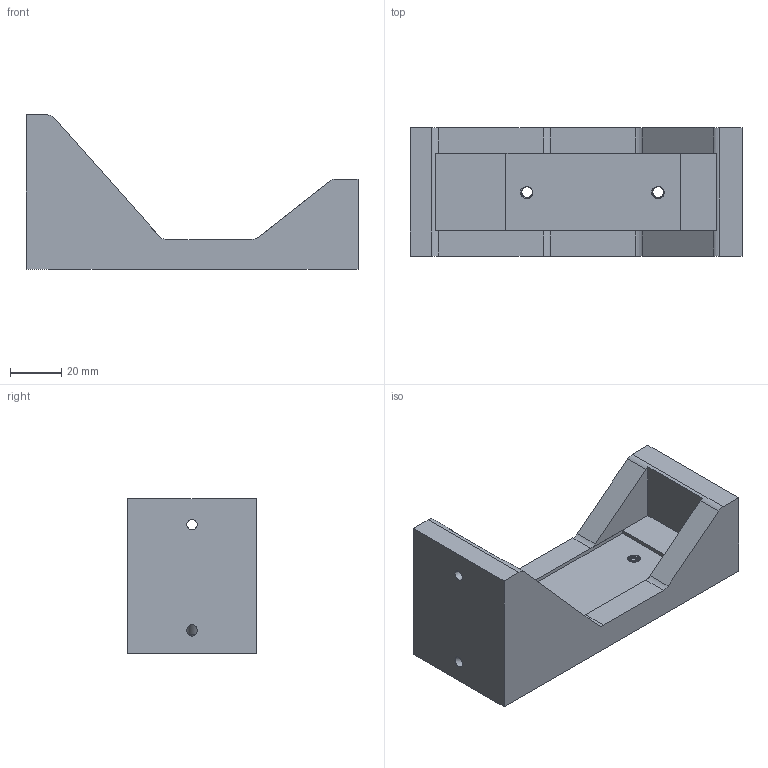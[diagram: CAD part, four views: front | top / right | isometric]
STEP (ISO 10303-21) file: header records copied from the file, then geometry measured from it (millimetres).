
FILE_DESCRIPTION(/* description */ (''),/* implementation_level */ '2;1');
FILE_NAME(/* name */ 'CurtainTrackWallMount v10.step',/* time_stamp */ '2022-06-06T17:48:48-06:00',/* author */ (''),/* organization */ (''),/* preprocessor_version */ 'ST-DEVELOPER v19',/* originating_system */ 'Autodesk Translation Framework v11.7.0.108',/* authorisation */ '');
FILE_SCHEMA (('AUTOMOTIVE_DESIGN { 1 0 10303 214 3 1 1 }'));
Length unit declared in the file: millimetre
Products named in the file (1): CurtainTrackWallMount
Bounding box: 129.25 x 50 x 60 mm (x, y, z)
Volume: 133050.9 mm3; surface area: 34980 mm2
Topology: 2 solids, 2 shells, 117 faces, 334 edges, 221 vertices
Faces by surface type: cylinder 65, plane 44, bspline 4, torus 3, cone 1
Full cylindrical faces by diameter (mm): 4 x3, 4.234 x16, 5.12 x4, 10 x1
Entity records: 7219 total; most frequent: CARTESIAN_POINT 4314, ORIENTED_EDGE 668, DIRECTION 489, EDGE_CURVE 334, VERTEX_POINT 221, LINE 173, VECTOR 173, AXIS2_PLACEMENT_3D 158
